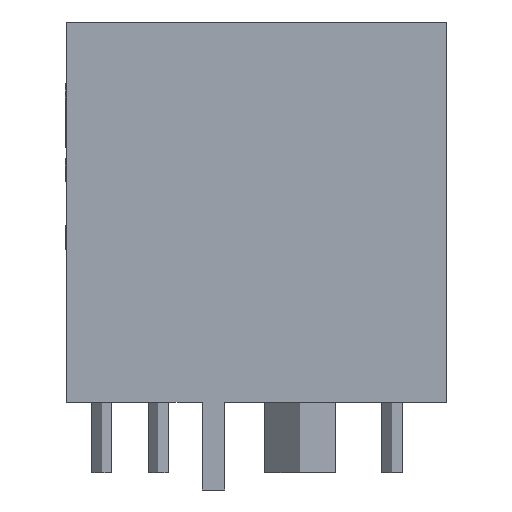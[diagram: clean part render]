
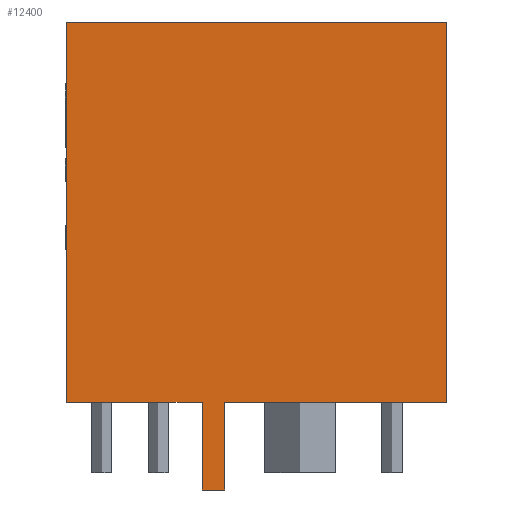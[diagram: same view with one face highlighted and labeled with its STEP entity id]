
A CAD part, left-side view. The second image highlights one B-rep face of the part: STEP entity #12400.
In plain terms, the highlighted planar face has unit normal (-1, 0, 0).
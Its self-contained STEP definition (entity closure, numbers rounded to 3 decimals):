
#1374=FACE_OUTER_BOUND('',#2121,.T.);
#2121=EDGE_LOOP('',(#8777,#8778,#8779,#8780,#8781,#8782,#8783,#8784));
#2856=LINE('',#16492,#3955);
#3034=LINE('',#17855,#4133);
#3041=LINE('',#17869,#4140);
#3046=LINE('',#17908,#4145);
#3047=LINE('',#17911,#4146);
#3048=LINE('',#17912,#4147);
#3049=LINE('',#17914,#4148);
#3050=LINE('',#17915,#4149);
#3955=VECTOR('',#13898,17.018);
#4133=VECTOR('',#14370,6.071);
#4140=VECTOR('',#14377,9.931);
#4145=VECTOR('',#14414,3.937);
#4146=VECTOR('',#14417,17.018);
#4147=VECTOR('',#14418,17.018);
#4148=VECTOR('',#14419,1.016);
#4149=VECTOR('',#14420,3.937);
#5045=VERTEX_POINT('',#16488);
#5047=VERTEX_POINT('',#16491);
#5510=VERTEX_POINT('',#17852);
#5517=VERTEX_POINT('',#17866);
#5518=VERTEX_POINT('',#17868);
#5536=VERTEX_POINT('',#17906);
#5537=VERTEX_POINT('',#17910);
#5538=VERTEX_POINT('',#17913);
#6338=EDGE_CURVE('',#5047,#5045,#2856,.T.);
#6804=EDGE_CURVE('',#5045,#5510,#3034,.T.);
#6811=EDGE_CURVE('',#5518,#5517,#3041,.T.);
#6831=EDGE_CURVE('',#5510,#5536,#3046,.T.);
#6832=EDGE_CURVE('',#5537,#5517,#3047,.T.);
#6833=EDGE_CURVE('',#5047,#5537,#3048,.T.);
#6834=EDGE_CURVE('',#5538,#5536,#3049,.T.);
#6835=EDGE_CURVE('',#5518,#5538,#3050,.T.);
#8777=ORIENTED_EDGE('',*,*,#6811,.T.);
#8778=ORIENTED_EDGE('',*,*,#6832,.F.);
#8779=ORIENTED_EDGE('',*,*,#6833,.F.);
#8780=ORIENTED_EDGE('',*,*,#6338,.T.);
#8781=ORIENTED_EDGE('',*,*,#6804,.T.);
#8782=ORIENTED_EDGE('',*,*,#6831,.T.);
#8783=ORIENTED_EDGE('',*,*,#6834,.F.);
#8784=ORIENTED_EDGE('',*,*,#6835,.F.);
#12107=PLANE('',#13280);
#12400=ADVANCED_FACE('',(#1374),#12107,.F.);
#13280=AXIS2_PLACEMENT_3D('',#17909,#14415,#14416);
#13898=DIRECTION('',(0.,0.,-1.));
#14370=DIRECTION('',(0.,-1.,0.));
#14377=DIRECTION('',(0.,-1.,0.));
#14414=DIRECTION('',(0.,0.,-1.));
#14415=DIRECTION('center_axis',(1.,0.,0.));
#14416=DIRECTION('ref_axis',(0.,0.,-1.));
#14417=DIRECTION('',(0.,0.,-1.));
#14418=DIRECTION('',(0.,-1.,0.));
#14419=DIRECTION('',(0.,1.,0.));
#14420=DIRECTION('',(0.,0.,-1.));
#16488=CARTESIAN_POINT('',(-8.128,8.509,0.));
#16491=CARTESIAN_POINT('',(-8.128,8.509,17.018));
#16492=CARTESIAN_POINT('',(-8.128,8.509,17.018));
#17852=CARTESIAN_POINT('',(-8.128,2.438,0.));
#17855=CARTESIAN_POINT('',(-8.128,8.509,0.));
#17866=CARTESIAN_POINT('',(-8.128,-8.509,0.));
#17868=CARTESIAN_POINT('',(-8.128,1.422,0.));
#17869=CARTESIAN_POINT('',(-8.128,1.422,0.));
#17906=CARTESIAN_POINT('',(-8.128,2.438,-3.937));
#17908=CARTESIAN_POINT('',(-8.128,2.438,0.));
#17909=CARTESIAN_POINT('Origin',(-8.128,0.,6.541));
#17910=CARTESIAN_POINT('',(-8.128,-8.509,17.018));
#17911=CARTESIAN_POINT('',(-8.128,-8.509,17.018));
#17912=CARTESIAN_POINT('',(-8.128,8.509,17.018));
#17913=CARTESIAN_POINT('',(-8.128,1.422,-3.937));
#17914=CARTESIAN_POINT('',(-8.128,1.422,-3.937));
#17915=CARTESIAN_POINT('',(-8.128,1.422,0.));
